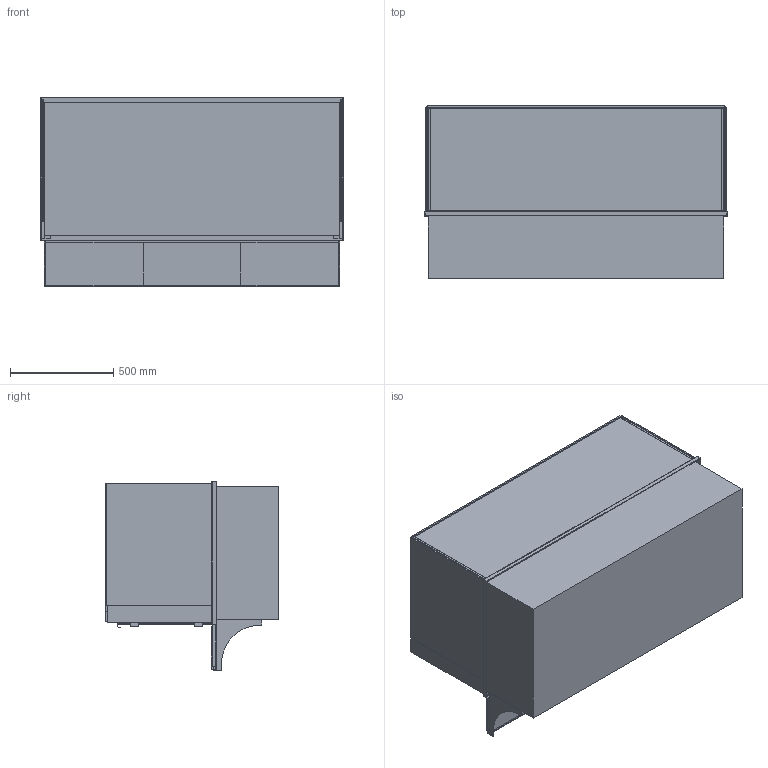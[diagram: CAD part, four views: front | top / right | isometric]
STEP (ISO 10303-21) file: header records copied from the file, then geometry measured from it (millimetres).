
FILE_DESCRIPTION (( 'STEP AP214' ), '1' );
FILE_NAME ('EU520113_Basic E-146-53 Slide-In.STEP', '2022-05-13T11:41:23', ( '' ), ( '' ), 'SwSTEP 2.0', 'SolidWorks 2017', '' );
FILE_SCHEMA (( 'AUTOMOTIVE_DESIGN' ));
Length unit declared in the file: millimetre
Products named in the file (1): EU520113_Basic E-146-53 Slide-In
Bounding box: 1465 x 839 x 918.5 mm (x, y, z)
Volume: 151504846.2 mm3; surface area: 15079957 mm2
Topology: 36 solids, 36 shells, 369 faces, 870 edges, 578 vertices
Faces by surface type: plane 327, cylinder 42
Entity records: 11095 total; most frequent: CARTESIAN_POINT 1830, ORIENTED_EDGE 1740, DIRECTION 1690, EDGE_CURVE 870, LINE 782, VECTOR 782, VERTEX_POINT 578, AXIS2_PLACEMENT_3D 454
